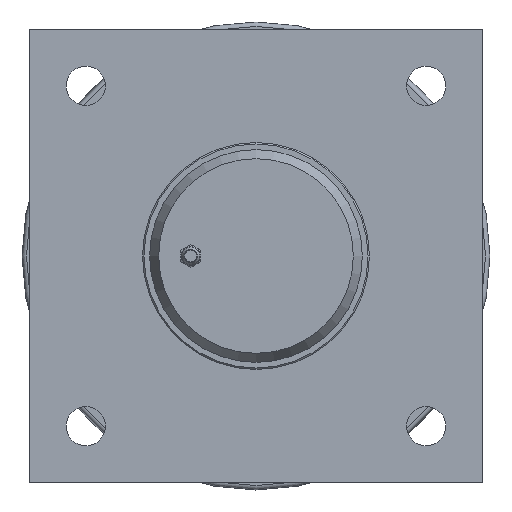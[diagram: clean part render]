
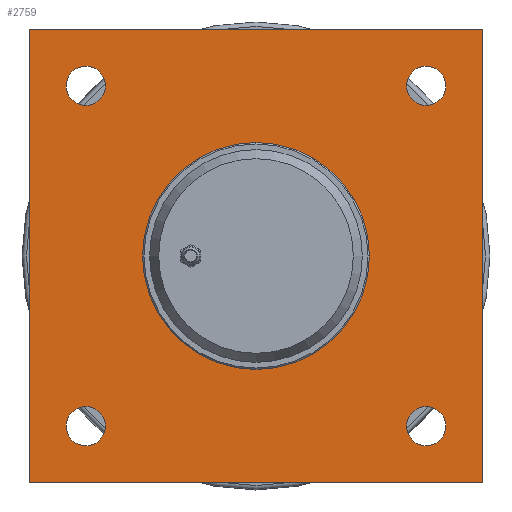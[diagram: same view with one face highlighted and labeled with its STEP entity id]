
A CAD part, left-side view. The second image highlights one B-rep face of the part: STEP entity #2759.
In plain terms, the highlighted planar face has unit normal (-1, 0, 0).
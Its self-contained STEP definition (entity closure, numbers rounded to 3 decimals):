
#99=FACE_BOUND('',#398,.T.);
#100=FACE_BOUND('',#399,.T.);
#101=FACE_BOUND('',#400,.T.);
#102=FACE_BOUND('',#401,.T.);
#103=FACE_BOUND('',#402,.T.);
#143=PLANE('',#2978);
#242=FACE_OUTER_BOUND('',#397,.T.);
#397=EDGE_LOOP('',(#1928,#1929,#1930,#1931));
#398=EDGE_LOOP('',(#1932));
#399=EDGE_LOOP('',(#1933));
#400=EDGE_LOOP('',(#1934));
#401=EDGE_LOOP('',(#1935));
#402=EDGE_LOOP('',(#1936));
#557=LINE('',#4305,#730);
#560=LINE('',#4310,#733);
#562=LINE('',#4314,#735);
#563=LINE('',#4316,#736);
#730=VECTOR('',#3413,10.);
#733=VECTOR('',#3418,10.);
#735=VECTOR('',#3422,10.);
#736=VECTOR('',#3425,10.);
#921=CIRCLE('',#2955,40.);
#931=CIRCLE('',#2967,6.918);
#932=CIRCLE('',#2969,6.918);
#933=CIRCLE('',#2971,6.918);
#934=CIRCLE('',#2973,6.918);
#1116=VERTEX_POINT('',#4255);
#1130=VERTEX_POINT('',#4286);
#1131=VERTEX_POINT('',#4290);
#1132=VERTEX_POINT('',#4294);
#1133=VERTEX_POINT('',#4298);
#1134=VERTEX_POINT('',#4302);
#1135=VERTEX_POINT('',#4304);
#1136=VERTEX_POINT('',#4308);
#1137=VERTEX_POINT('',#4312);
#1420=EDGE_CURVE('',#1116,#1116,#921,.T.);
#1435=EDGE_CURVE('',#1130,#1130,#931,.T.);
#1437=EDGE_CURVE('',#1131,#1131,#932,.T.);
#1439=EDGE_CURVE('',#1132,#1132,#933,.T.);
#1441=EDGE_CURVE('',#1133,#1133,#934,.T.);
#1443=EDGE_CURVE('',#1134,#1135,#557,.T.);
#1446=EDGE_CURVE('',#1136,#1134,#560,.T.);
#1448=EDGE_CURVE('',#1137,#1136,#562,.T.);
#1449=EDGE_CURVE('',#1135,#1137,#563,.T.);
#1928=ORIENTED_EDGE('',*,*,#1449,.F.);
#1929=ORIENTED_EDGE('',*,*,#1443,.F.);
#1930=ORIENTED_EDGE('',*,*,#1446,.F.);
#1931=ORIENTED_EDGE('',*,*,#1448,.F.);
#1932=ORIENTED_EDGE('',*,*,#1420,.T.);
#1933=ORIENTED_EDGE('',*,*,#1435,.T.);
#1934=ORIENTED_EDGE('',*,*,#1437,.T.);
#1935=ORIENTED_EDGE('',*,*,#1439,.T.);
#1936=ORIENTED_EDGE('',*,*,#1441,.T.);
#2759=ADVANCED_FACE('',(#242,#99,#100,#101,#102,#103),#143,.F.);
#2955=AXIS2_PLACEMENT_3D('',#4257,#3364,#3365);
#2967=AXIS2_PLACEMENT_3D('',#4288,#3393,#3394);
#2969=AXIS2_PLACEMENT_3D('',#4292,#3398,#3399);
#2971=AXIS2_PLACEMENT_3D('',#4296,#3403,#3404);
#2973=AXIS2_PLACEMENT_3D('',#4300,#3408,#3409);
#2978=AXIS2_PLACEMENT_3D('',#4317,#3426,#3427);
#3364=DIRECTION('center_axis',(1.,0.,0.));
#3365=DIRECTION('ref_axis',(0.,0.,1.));
#3393=DIRECTION('center_axis',(1.,0.,0.));
#3394=DIRECTION('ref_axis',(0.,0.,-1.));
#3398=DIRECTION('center_axis',(1.,0.,0.));
#3399=DIRECTION('ref_axis',(0.,0.,-1.));
#3403=DIRECTION('center_axis',(1.,0.,0.));
#3404=DIRECTION('ref_axis',(0.,0.,-1.));
#3408=DIRECTION('center_axis',(1.,0.,0.));
#3409=DIRECTION('ref_axis',(0.,0.,-1.));
#3413=DIRECTION('',(0.,-1.,0.));
#3418=DIRECTION('',(0.,0.,1.));
#3422=DIRECTION('',(0.,1.,0.));
#3425=DIRECTION('',(0.,0.,-1.));
#3426=DIRECTION('center_axis',(1.,0.,0.));
#3427=DIRECTION('ref_axis',(0.,0.,-1.));
#4255=CARTESIAN_POINT('',(-43.275,1.329,-40.));
#4257=CARTESIAN_POINT('Origin',(-43.275,1.329,0.));
#4286=CARTESIAN_POINT('',(-43.275,-58.671,66.918));
#4288=CARTESIAN_POINT('Origin',(-43.275,-58.671,60.));
#4290=CARTESIAN_POINT('',(-43.275,-58.671,-53.083));
#4292=CARTESIAN_POINT('Origin',(-43.275,-58.671,-60.));
#4294=CARTESIAN_POINT('',(-43.275,61.329,-53.083));
#4296=CARTESIAN_POINT('Origin',(-43.275,61.329,-60.));
#4298=CARTESIAN_POINT('',(-43.275,61.329,66.918));
#4300=CARTESIAN_POINT('Origin',(-43.275,61.329,60.));
#4302=CARTESIAN_POINT('',(-43.275,81.329,80.));
#4304=CARTESIAN_POINT('',(-43.275,-78.671,80.));
#4305=CARTESIAN_POINT('',(-43.275,81.329,80.));
#4308=CARTESIAN_POINT('',(-43.275,81.329,-80.));
#4310=CARTESIAN_POINT('',(-43.275,81.329,-80.));
#4312=CARTESIAN_POINT('',(-43.275,-78.671,-80.));
#4314=CARTESIAN_POINT('',(-43.275,-78.671,-80.));
#4316=CARTESIAN_POINT('',(-43.275,-78.671,80.));
#4317=CARTESIAN_POINT('Origin',(-43.275,1.329,0.));
